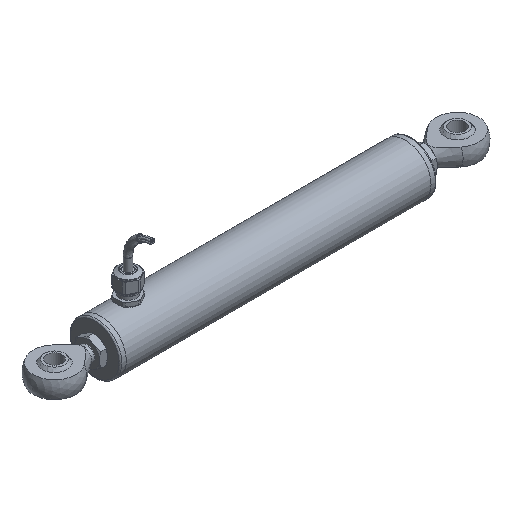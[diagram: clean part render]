
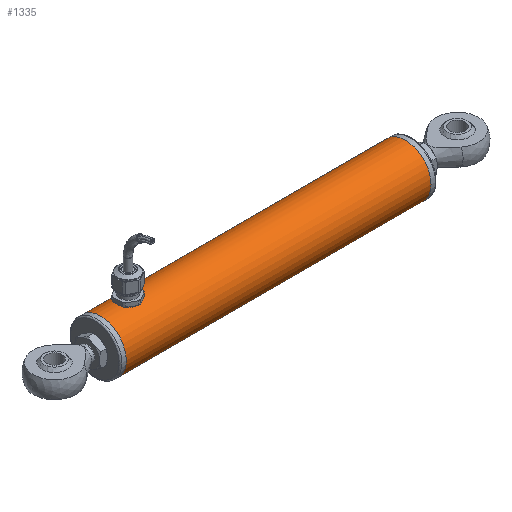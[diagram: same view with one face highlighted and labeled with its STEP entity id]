
A CAD part, isometric view. The second image highlights one B-rep face of the part: STEP entity #1335.
In plain terms, the highlighted cylindrical face has radius 13.335 mm (diameter 26.67 mm), a full revolution.
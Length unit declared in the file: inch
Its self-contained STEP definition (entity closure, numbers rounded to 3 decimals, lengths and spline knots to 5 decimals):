
#66 = CARTESIAN_POINT ( 'NONE',  ( -2.412, -0.12023, 0.51106 ) ) ;
#102 = CARTESIAN_POINT ( 'NONE',  ( -2.50625, -0.12956, 0.50876 ) ) ;
#135 = CARTESIAN_POINT ( 'NONE',  ( -2.55316, -0.10643, 0.51412 ) ) ;
#172 = CARTESIAN_POINT ( 'NONE',  ( -2.5065, 0.1295, 0.50878 ) ) ;
#203 = CARTESIAN_POINT ( 'NONE',  ( -2.36518, 0.0818, 0.51864 ) ) ;
#418 = CARTESIAN_POINT ( 'NONE',  ( -2.42822, 0.12697, 0.50943 ) ) ;
#583 = CARTESIAN_POINT ( 'NONE',  ( -2.60537, 0.00865, 0.525 ) ) ;
#624 = CARTESIAN_POINT ( 'NONE',  ( -2.383, -0.10081, 0.51527 ) ) ;
#645 = FACE_BOUND ( 'NONE', #3018, .T. ) ;
#692 = CARTESIAN_POINT ( 'NONE',  ( -2.36442, -0.08221, 0.51868 ) ) ;
#709 = CARTESIAN_POINT ( 'NONE',  ( 3.2185, 0., 0. ) ) ;
#724 = CARTESIAN_POINT ( 'NONE',  ( -2.4715, 0.13386, 0.50765 ) ) ;
#759 = VERTEX_POINT ( 'NONE', #2402 ) ;
#1008 = VERTEX_POINT ( 'NONE', #6836 ) ;
#1114 = CARTESIAN_POINT ( 'NONE',  ( -2.35539, 0.06718, 0.52074 ) ) ;
#1149 = CARTESIAN_POINT ( 'NONE',  ( -2.51485, 0.12695, 0.50943 ) ) ;
#1187 = CARTESIAN_POINT ( 'NONE',  ( -2.48038, 0.13386, 0.50765 ) ) ;
#1222 = CARTESIAN_POINT ( 'NONE',  ( -2.34197, 0.03489, 0.52391 ) ) ;
#1255 = CARTESIAN_POINT ( 'NONE',  ( -2.55328, 0.10633, 0.51414 ) ) ;
#1335 = ADVANCED_FACE ( 'NONE', ( #4965, #3927, #645 ), #2828, .T. ) ;
#1644 = CARTESIAN_POINT ( 'NONE',  ( -2.60535, -0.00889, 0.525 ) ) ;
#1677 = CARTESIAN_POINT ( 'NONE',  ( -2.60449, -0.0176, 0.52478 ) ) ;
#1713 = CARTESIAN_POINT ( 'NONE',  ( -2.60103, -0.03489, 0.52391 ) ) ;
#1776 = CARTESIAN_POINT ( 'NONE',  ( -2.51477, -0.12697, 0.50943 ) ) ;
#2187 = CARTESIAN_POINT ( 'NONE',  ( -2.57229, -0.08851, 0.51752 ) ) ;
#2222 = CARTESIAN_POINT ( 'NONE',  ( -2.53864, -0.11613, 0.51202 ) ) ;
#2253 = AXIS2_PLACEMENT_3D ( 'NONE', #3708, #4855, #6882 ) ;
#2256 = CARTESIAN_POINT ( 'NONE',  ( -2.48038, -0.13386, 0.50765 ) ) ;
#2402 = CARTESIAN_POINT ( 'NONE',  ( 3.2185, 0., 0.525 ) ) ;
#2556 = CARTESIAN_POINT ( 'NONE',  ( -2.41203, 0.12024, 0.51106 ) ) ;
#2625 = CARTESIAN_POINT ( 'NONE',  ( -2.4715, 0.13386, 0.50765 ) ) ;
#2646 = AXIS2_PLACEMENT_3D ( 'NONE', #5823, #5748, #4205 ) ;
#2715 = DIRECTION ( 'NONE',  ( 0., 0., 1. ) ) ;
#2737 = CARTESIAN_POINT ( 'NONE',  ( -2.38984, 0.10642, 0.51412 ) ) ;
#2776 = CARTESIAN_POINT ( 'NONE',  ( -2.42815, -0.12695, 0.50943 ) ) ;
#2810 = CARTESIAN_POINT ( 'NONE',  ( -2.38971, -0.10632, 0.51414 ) ) ;
#2828 = CYLINDRICAL_SURFACE ( 'NONE', #4571, 0.525 ) ;
#2849 = CARTESIAN_POINT ( 'NONE',  ( -2.33851, 0.0176, 0.52478 ) ) ;
#2988 = B_SPLINE_CURVE_WITH_KNOTS ( 'NONE', 3,
 ( #2625, #5237, #4777, #6401, #418, #2556, #6870, #2737, #4394, #3941, #203, #1114, #3260, #3296, #1222, #2849, #4878, #3401, #5948, #4985, #6046, #5024, #692, #624, #2810, #5413, #66, #2776, #6615, #3369, #4465, #2256, #4918, #102, #1776, #5451, #2222, #135, #6541, #2187, #3804, #4948, #4360, #6077, #1713, #1677, #1644, #583, #6508, #5563, #3872, #3833, #5978, #5523, #1255, #6578, #6012, #1149, #172, #5488, #1187, #3335 ),
 .UNSPECIFIED., .T., .F.,
 ( 4, 2, 2, 2, 2, 2, 2, 2, 2, 2, 2, 2, 2, 2, 2, 2, 2, 2, 2, 2, 2, 2, 2, 2, 2, 2, 2, 2, 2, 2, 4 ),
 ( 0., 0.00067, 0.00133, 0.002, 0.00267, 0.00333, 0.004, 0.00467, 0.00534, 0.006, 0.00667, 0.008, 0.00867, 0.00934, 0.01, 0.01067, 0.01134, 0.012, 0.01267, 0.01334, 0.01401, 0.01467, 0.01534, 0.01601, 0.01667, 0.01734, 0.01867, 0.01934, 0.02001, 0.02067, 0.02134 ),
 .UNSPECIFIED. ) ;
#3018 = EDGE_LOOP ( 'NONE', ( #3482 ) ) ;
#3164 = EDGE_LOOP ( 'NONE', ( #5124 ) ) ;
#3260 = CARTESIAN_POINT ( 'NONE',  ( -2.35125, 0.05945, 0.52169 ) ) ;
#3296 = CARTESIAN_POINT ( 'NONE',  ( -2.34456, 0.04337, 0.52327 ) ) ;
#3335 = CARTESIAN_POINT ( 'NONE',  ( -2.4715, 0.13386, 0.50765 ) ) ;
#3369 = CARTESIAN_POINT ( 'NONE',  ( -2.45372, -0.13296, 0.50789 ) ) ;
#3401 = CARTESIAN_POINT ( 'NONE',  ( -2.33763, -0.00865, 0.525 ) ) ;
#3461 = EDGE_CURVE ( 'NONE', #1008, #1008, #6312, .T. ) ;
#3482 = ORIENTED_EDGE ( 'NONE', *, *, #6339, .T. ) ;
#3708 = CARTESIAN_POINT ( 'NONE',  ( -3.0315, 0., 0. ) ) ;
#3804 = CARTESIAN_POINT ( 'NONE',  ( -2.57782, -0.0818, 0.51864 ) ) ;
#3833 = CARTESIAN_POINT ( 'NONE',  ( -2.58843, 0.0675, 0.5209 ) ) ;
#3872 = CARTESIAN_POINT ( 'NONE',  ( -2.59853, 0.04312, 0.52329 ) ) ;
#3927 = FACE_OUTER_BOUND ( 'NONE', #6294, .T. ) ;
#3941 = CARTESIAN_POINT ( 'NONE',  ( -2.37071, 0.08851, 0.51752 ) ) ;
#4205 = DIRECTION ( 'NONE',  ( 0., 0., 1. ) ) ;
#4360 = CARTESIAN_POINT ( 'NONE',  ( -2.59175, -0.05945, 0.52169 ) ) ;
#4394 = CARTESIAN_POINT ( 'NONE',  ( -2.383, 0.1008, 0.51527 ) ) ;
#4455 = CIRCLE ( 'NONE', #2646, 0.525 ) ;
#4465 = CARTESIAN_POINT ( 'NONE',  ( -2.46261, -0.13386, 0.50765 ) ) ;
#4571 = AXIS2_PLACEMENT_3D ( 'NONE', #709, #5540, #2715 ) ;
#4777 = CARTESIAN_POINT ( 'NONE',  ( -2.45389, 0.13298, 0.50788 ) ) ;
#4855 = DIRECTION ( 'NONE',  ( 1., 0., 0. ) ) ;
#4878 = CARTESIAN_POINT ( 'NONE',  ( -2.33765, 0.00889, 0.525 ) ) ;
#4918 = CARTESIAN_POINT ( 'NONE',  ( -2.4891, -0.13298, 0.50788 ) ) ;
#4948 = CARTESIAN_POINT ( 'NONE',  ( -2.58761, -0.06719, 0.52074 ) ) ;
#4965 = FACE_OUTER_BOUND ( 'NONE', #3164, .T. ) ;
#4981 = VERTEX_POINT ( 'NONE', #724 ) ;
#4985 = CARTESIAN_POINT ( 'NONE',  ( -2.34193, -0.03475, 0.52392 ) ) ;
#5024 = CARTESIAN_POINT ( 'NONE',  ( -2.35457, -0.06749, 0.5209 ) ) ;
#5124 = ORIENTED_EDGE ( 'NONE', *, *, #6932, .T. ) ;
#5237 = CARTESIAN_POINT ( 'NONE',  ( -2.46262, 0.13386, 0.50765 ) ) ;
#5413 = CARTESIAN_POINT ( 'NONE',  ( -2.40417, -0.11602, 0.51204 ) ) ;
#5451 = CARTESIAN_POINT ( 'NONE',  ( -2.53096, -0.12025, 0.51106 ) ) ;
#5488 = CARTESIAN_POINT ( 'NONE',  ( -2.48927, 0.13296, 0.50789 ) ) ;
#5523 = CARTESIAN_POINT ( 'NONE',  ( -2.56, 0.10081, 0.51527 ) ) ;
#5540 = DIRECTION ( 'NONE',  ( -1., 0., 0. ) ) ;
#5563 = CARTESIAN_POINT ( 'NONE',  ( -2.60107, 0.03475, 0.52392 ) ) ;
#5748 = DIRECTION ( 'NONE',  ( -1., 0., 0. ) ) ;
#5823 = CARTESIAN_POINT ( 'NONE',  ( 3.2185, 0., 0. ) ) ;
#5948 = CARTESIAN_POINT ( 'NONE',  ( -2.33851, -0.01756, 0.52478 ) ) ;
#5978 = CARTESIAN_POINT ( 'NONE',  ( -2.57858, 0.08221, 0.51868 ) ) ;
#6012 = CARTESIAN_POINT ( 'NONE',  ( -2.53099, 0.12023, 0.51106 ) ) ;
#6046 = CARTESIAN_POINT ( 'NONE',  ( -2.34447, -0.04311, 0.52329 ) ) ;
#6077 = CARTESIAN_POINT ( 'NONE',  ( -2.59844, -0.04337, 0.52327 ) ) ;
#6294 = EDGE_LOOP ( 'NONE', ( #6725 ) ) ;
#6312 = CIRCLE ( 'NONE', #2253, 0.525 ) ;
#6339 = EDGE_CURVE ( 'NONE', #4981, #4981, #2988, .T. ) ;
#6401 = CARTESIAN_POINT ( 'NONE',  ( -2.43674, 0.12956, 0.50877 ) ) ;
#6508 = CARTESIAN_POINT ( 'NONE',  ( -2.60449, 0.01756, 0.52478 ) ) ;
#6541 = CARTESIAN_POINT ( 'NONE',  ( -2.56, -0.1008, 0.51527 ) ) ;
#6578 = CARTESIAN_POINT ( 'NONE',  ( -2.53883, 0.11602, 0.51204 ) ) ;
#6615 = CARTESIAN_POINT ( 'NONE',  ( -2.43649, -0.1295, 0.50878 ) ) ;
#6725 = ORIENTED_EDGE ( 'NONE', *, *, #3461, .T. ) ;
#6836 = CARTESIAN_POINT ( 'NONE',  ( -3.0315, 0., 0.525 ) ) ;
#6870 = CARTESIAN_POINT ( 'NONE',  ( -2.40436, 0.11613, 0.51202 ) ) ;
#6882 = DIRECTION ( 'NONE',  ( 0., 0., 1. ) ) ;
#6932 = EDGE_CURVE ( 'NONE', #759, #759, #4455, .T. ) ;
